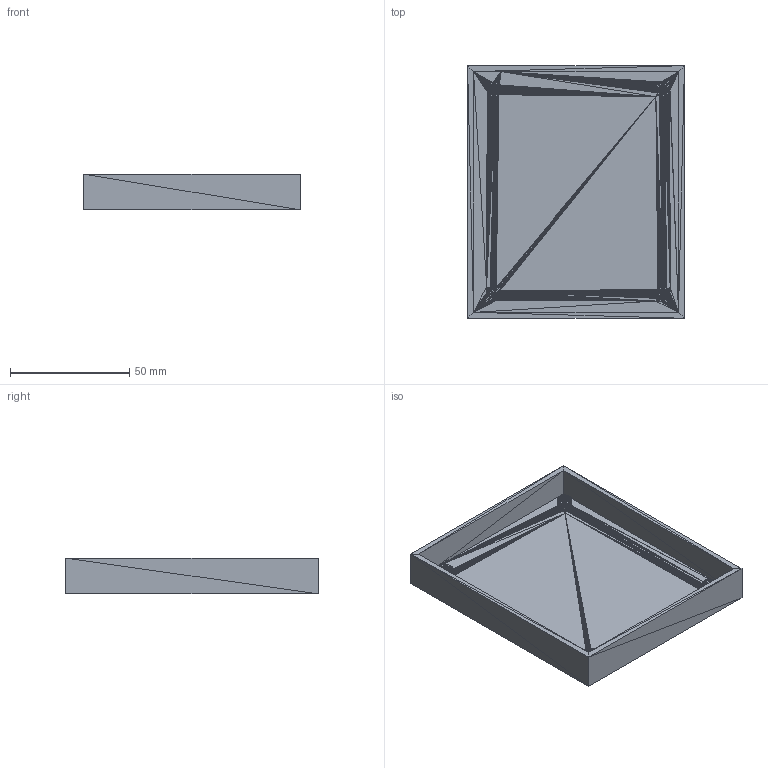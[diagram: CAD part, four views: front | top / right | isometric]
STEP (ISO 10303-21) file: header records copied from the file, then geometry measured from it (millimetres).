
FILE_DESCRIPTION((''),'2;1');
FILE_NAME('base', '2026-01-05T03:39:51', (''), (''), 'ImageToStl.com STEP Converter','', '');
FILE_SCHEMA(('AUTOMOTIVE_DESIGN_CC2'));
Length unit declared in the file: metre
Products named in the file (1): product0
Bounding box: 91 x 106 x 15 mm (x, y, z)
Surface area: 29992.8 mm2 (no closed solid volume)
Topology: 0 solids, 2924 shells, 2924 faces, 8772 edges, 1464 vertices
Faces by surface type: plane 2924
Entity records: 67284 total; most frequent: DIRECTION 14622, ORIENTED_EDGE 8772, EDGE_CURVE 8772, LINE 8772, VECTOR 8772, AXIS2_PLACEMENT_3D 2925, FACE_SURFACE 2924, PLANE 2924
